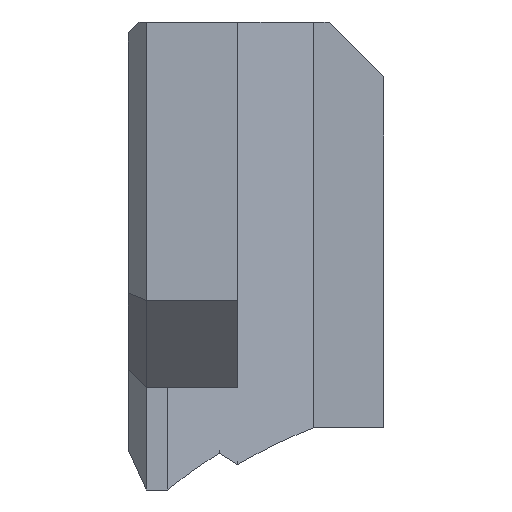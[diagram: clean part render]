
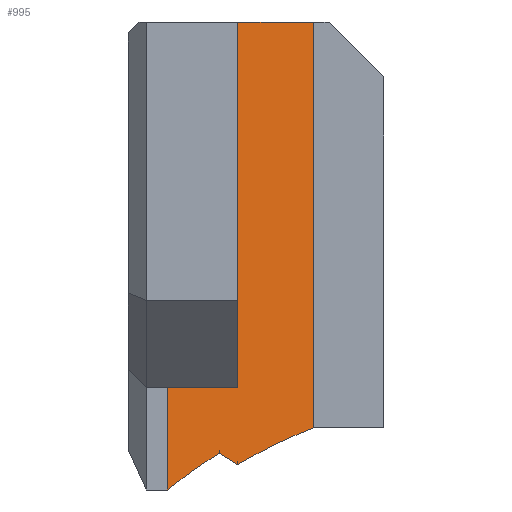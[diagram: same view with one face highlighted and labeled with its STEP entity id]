
A CAD part, left-side view. The second image highlights one B-rep face of the part: STEP entity #995.
In plain terms, the highlighted planar face has unit normal (-0.762, -0.648, 0).
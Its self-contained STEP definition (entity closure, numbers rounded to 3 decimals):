
#22=(
BOUNDED_CURVE()
B_SPLINE_CURVE(2,(#1473,#1474,#1475),.UNSPECIFIED.,.F.,.F.)
B_SPLINE_CURVE_WITH_KNOTS((3,3),(0.,0.073),.UNSPECIFIED.)
CURVE()
GEOMETRIC_REPRESENTATION_ITEM()
RATIONAL_B_SPLINE_CURVE((1.,1.,1.))
REPRESENTATION_ITEM('')
);
#24=ELLIPSE('',#1077,17.136,11.1);
#25=ELLIPSE('',#1078,17.908,11.6);
#38=PLANE('',#1076);
#89=FACE_OUTER_BOUND('',#149,.T.);
#149=EDGE_LOOP('',(#718,#719,#720,#721,#722,#723,#724,#725));
#218=LINE('',#1462,#338);
#219=LINE('',#1464,#339);
#220=LINE('',#1466,#340);
#221=LINE('',#1468,#341);
#222=LINE('',#1470,#342);
#338=VECTOR('',#1182,10.);
#339=VECTOR('',#1183,10.);
#340=VECTOR('',#1184,10.);
#341=VECTOR('',#1185,10.);
#342=VECTOR('',#1186,10.);
#475=VERTEX_POINT('',#1458);
#476=VERTEX_POINT('',#1459);
#477=VERTEX_POINT('',#1461);
#478=VERTEX_POINT('',#1463);
#479=VERTEX_POINT('',#1465);
#480=VERTEX_POINT('',#1467);
#481=VERTEX_POINT('',#1469);
#482=VERTEX_POINT('',#1471);
#570=EDGE_CURVE('',#475,#476,#24,.T.);
#571=EDGE_CURVE('',#476,#477,#218,.T.);
#572=EDGE_CURVE('',#477,#478,#219,.T.);
#573=EDGE_CURVE('',#478,#479,#220,.T.);
#574=EDGE_CURVE('',#479,#480,#221,.T.);
#575=EDGE_CURVE('',#481,#480,#222,.T.);
#576=EDGE_CURVE('',#482,#481,#25,.T.);
#577=EDGE_CURVE('',#475,#482,#22,.T.);
#718=ORIENTED_EDGE('',*,*,#570,.T.);
#719=ORIENTED_EDGE('',*,*,#571,.T.);
#720=ORIENTED_EDGE('',*,*,#572,.T.);
#721=ORIENTED_EDGE('',*,*,#573,.T.);
#722=ORIENTED_EDGE('',*,*,#574,.T.);
#723=ORIENTED_EDGE('',*,*,#575,.F.);
#724=ORIENTED_EDGE('',*,*,#576,.F.);
#725=ORIENTED_EDGE('',*,*,#577,.F.);
#995=ADVANCED_FACE('',(#89),#38,.T.);
#1076=AXIS2_PLACEMENT_3D('',#1457,#1178,#1179);
#1077=AXIS2_PLACEMENT_3D('',#1460,#1180,#1181);
#1078=AXIS2_PLACEMENT_3D('',#1472,#1187,#1188);
#1178=DIRECTION('center_axis',(-0.762,-0.648,0.));
#1179=DIRECTION('ref_axis',(0.,0.,1.));
#1180=DIRECTION('center_axis',(0.762,0.648,0.));
#1181=DIRECTION('ref_axis',(0.648,-0.762,0.));
#1182=DIRECTION('',(0.,0.,1.));
#1183=DIRECTION('',(-0.648,0.762,0.));
#1184=DIRECTION('',(0.,0.,-1.));
#1185=DIRECTION('',(-0.648,0.762,0.));
#1186=DIRECTION('',(0.,0.,1.));
#1187=DIRECTION('center_axis',(-0.762,-0.648,0.));
#1188=DIRECTION('ref_axis',(-0.648,0.762,0.));
#1457=CARTESIAN_POINT('Origin',(-4.483,2.962,47.124));
#1458=CARTESIAN_POINT('',(-5.366,4.,38.393));
#1459=CARTESIAN_POINT('',(-3.6,1.923,39.402));
#1460=CARTESIAN_POINT('Origin',(1.,-3.487,29.3));
#1461=CARTESIAN_POINT('',(-3.6,1.923,50.5));
#1462=CARTESIAN_POINT('',(-3.6,1.923,47.124));
#1463=CARTESIAN_POINT('',(-5.366,4.,50.5));
#1464=CARTESIAN_POINT('',(-0.343,-1.908,50.5));
#1465=CARTESIAN_POINT('',(-5.366,4.,40.5));
#1466=CARTESIAN_POINT('',(-5.366,4.,47.124));
#1467=CARTESIAN_POINT('',(-7.,5.922,40.5));
#1468=CARTESIAN_POINT('',(-5.511,4.171,40.5));
#1469=CARTESIAN_POINT('',(-7.,5.922,37.7));
#1470=CARTESIAN_POINT('',(-7.,5.922,40.5));
#1471=CARTESIAN_POINT('',(-5.791,4.5,38.704));
#1472=CARTESIAN_POINT('Origin',(1.,-3.487,29.3));
#1473=CARTESIAN_POINT('Ctrl Pts',(-5.366,4.,38.393));
#1474=CARTESIAN_POINT('Ctrl Pts',(-5.575,4.246,38.547));
#1475=CARTESIAN_POINT('Ctrl Pts',(-5.791,4.5,38.704));
